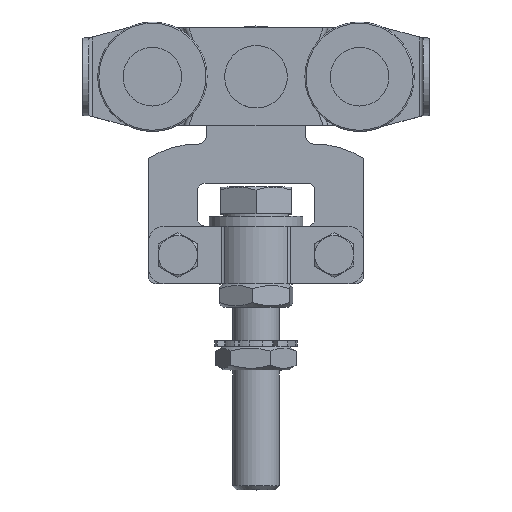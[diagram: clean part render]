
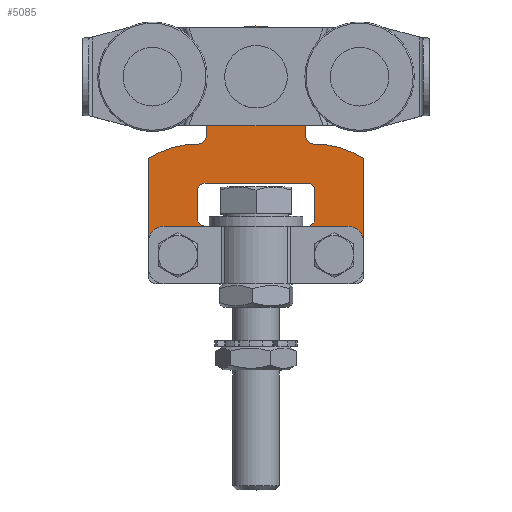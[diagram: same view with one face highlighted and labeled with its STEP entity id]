
A CAD part, top view. The second image highlights one B-rep face of the part: STEP entity #5085.
In plain terms, the highlighted planar face has unit normal (0, 0, 1).
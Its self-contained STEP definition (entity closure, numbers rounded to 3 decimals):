
#343=LINE('',#7557,#715);
#486=LINE('',#8326,#858);
#487=LINE('',#8336,#859);
#490=LINE('',#8343,#862);
#491=LINE('',#8345,#863);
#492=LINE('',#8348,#864);
#493=LINE('',#8349,#865);
#494=LINE('',#8355,#866);
#495=LINE('',#8359,#867);
#496=LINE('',#8363,#868);
#497=LINE('',#8367,#869);
#498=LINE('',#8371,#870);
#499=LINE('',#8376,#871);
#500=LINE('',#8382,#872);
#501=LINE('',#8383,#873);
#715=VECTOR('',#5941,10.);
#858=VECTOR('',#6666,10.);
#859=VECTOR('',#6675,10.);
#862=VECTOR('',#6680,10.);
#863=VECTOR('',#6681,10.);
#864=VECTOR('',#6684,10.);
#865=VECTOR('',#6685,10.);
#866=VECTOR('',#6690,10.);
#867=VECTOR('',#6693,10.);
#868=VECTOR('',#6696,10.);
#869=VECTOR('',#6699,10.);
#870=VECTOR('',#6702,10.);
#871=VECTOR('',#6707,10.);
#872=VECTOR('',#6712,10.);
#873=VECTOR('',#6713,10.);
#1092=FACE_BOUND('',#1552,.T.);
#1248=FACE_OUTER_BOUND('',#1551,.T.);
#1551=EDGE_LOOP('',(#3953,#3954,#3955,#3956,#3957,#3958,#3959,#3960,#3961,
#3962,#3963,#3964,#3965,#3966,#3967,#3968,#3969,#3970,#3971,#3972,#3973,
#3974,#3975,#3976,#3977,#3978));
#1552=EDGE_LOOP('',(#3979));
#1898=CIRCLE('',#5579,20.);
#1899=CIRCLE('',#5580,2.);
#1900=CIRCLE('',#5581,23.);
#1901=CIRCLE('',#5582,4.);
#1902=CIRCLE('',#5583,2.);
#1903=CIRCLE('',#5584,2.);
#1904=CIRCLE('',#5585,2.);
#1905=CIRCLE('',#5586,2.);
#1906=CIRCLE('',#5587,4.);
#1907=CIRCLE('',#5588,23.);
#1908=CIRCLE('',#5589,2.);
#1909=CIRCLE('',#5590,7.);
#1999=VERTEX_POINT('',#7554);
#2000=VERTEX_POINT('',#7556);
#2226=VERTEX_POINT('',#8323);
#2227=VERTEX_POINT('',#8325);
#2231=VERTEX_POINT('',#8333);
#2232=VERTEX_POINT('',#8335);
#2234=VERTEX_POINT('',#8341);
#2235=VERTEX_POINT('',#8342);
#2236=VERTEX_POINT('',#8344);
#2237=VERTEX_POINT('',#8347);
#2238=VERTEX_POINT('',#8350);
#2239=VERTEX_POINT('',#8352);
#2240=VERTEX_POINT('',#8354);
#2241=VERTEX_POINT('',#8356);
#2242=VERTEX_POINT('',#8358);
#2243=VERTEX_POINT('',#8360);
#2244=VERTEX_POINT('',#8362);
#2245=VERTEX_POINT('',#8364);
#2246=VERTEX_POINT('',#8366);
#2247=VERTEX_POINT('',#8368);
#2248=VERTEX_POINT('',#8370);
#2249=VERTEX_POINT('',#8373);
#2250=VERTEX_POINT('',#8375);
#2251=VERTEX_POINT('',#8377);
#2252=VERTEX_POINT('',#8379);
#2253=VERTEX_POINT('',#8381);
#2254=VERTEX_POINT('',#8384);
#2511=EDGE_CURVE('',#2000,#1999,#343,.T.);
#2850=EDGE_CURVE('',#2226,#2227,#486,.T.);
#2855=EDGE_CURVE('',#2231,#2232,#487,.T.);
#2858=EDGE_CURVE('',#2234,#2235,#490,.T.);
#2859=EDGE_CURVE('',#2236,#2234,#491,.T.);
#2860=EDGE_CURVE('',#2232,#2236,#1898,.T.);
#2861=EDGE_CURVE('',#2237,#2231,#492,.T.);
#2862=EDGE_CURVE('',#2227,#2237,#493,.T.);
#2863=EDGE_CURVE('',#2238,#2226,#1899,.T.);
#2864=EDGE_CURVE('',#2239,#2238,#1900,.T.);
#2865=EDGE_CURVE('',#2240,#2239,#494,.T.);
#2866=EDGE_CURVE('',#2241,#2240,#1901,.T.);
#2867=EDGE_CURVE('',#2241,#2242,#495,.T.);
#2868=EDGE_CURVE('',#2242,#2243,#1902,.T.);
#2869=EDGE_CURVE('',#2243,#2244,#496,.T.);
#2870=EDGE_CURVE('',#2244,#2245,#1903,.T.);
#2871=EDGE_CURVE('',#2245,#2246,#497,.T.);
#2872=EDGE_CURVE('',#2246,#2247,#1904,.T.);
#2873=EDGE_CURVE('',#2247,#2248,#498,.T.);
#2874=EDGE_CURVE('',#2248,#2000,#1905,.T.);
#2875=EDGE_CURVE('',#2249,#1999,#1906,.T.);
#2876=EDGE_CURVE('',#2250,#2249,#499,.T.);
#2877=EDGE_CURVE('',#2251,#2250,#1907,.T.);
#2878=EDGE_CURVE('',#2252,#2251,#1908,.T.);
#2879=EDGE_CURVE('',#2253,#2252,#500,.T.);
#2880=EDGE_CURVE('',#2235,#2253,#501,.T.);
#2881=EDGE_CURVE('',#2254,#2254,#1909,.T.);
#3953=ORIENTED_EDGE('',*,*,#2858,.F.);
#3954=ORIENTED_EDGE('',*,*,#2859,.F.);
#3955=ORIENTED_EDGE('',*,*,#2860,.F.);
#3956=ORIENTED_EDGE('',*,*,#2855,.F.);
#3957=ORIENTED_EDGE('',*,*,#2861,.F.);
#3958=ORIENTED_EDGE('',*,*,#2862,.F.);
#3959=ORIENTED_EDGE('',*,*,#2850,.F.);
#3960=ORIENTED_EDGE('',*,*,#2863,.F.);
#3961=ORIENTED_EDGE('',*,*,#2864,.F.);
#3962=ORIENTED_EDGE('',*,*,#2865,.F.);
#3963=ORIENTED_EDGE('',*,*,#2866,.F.);
#3964=ORIENTED_EDGE('',*,*,#2867,.T.);
#3965=ORIENTED_EDGE('',*,*,#2868,.T.);
#3966=ORIENTED_EDGE('',*,*,#2869,.T.);
#3967=ORIENTED_EDGE('',*,*,#2870,.T.);
#3968=ORIENTED_EDGE('',*,*,#2871,.T.);
#3969=ORIENTED_EDGE('',*,*,#2872,.T.);
#3970=ORIENTED_EDGE('',*,*,#2873,.T.);
#3971=ORIENTED_EDGE('',*,*,#2874,.T.);
#3972=ORIENTED_EDGE('',*,*,#2511,.T.);
#3973=ORIENTED_EDGE('',*,*,#2875,.F.);
#3974=ORIENTED_EDGE('',*,*,#2876,.F.);
#3975=ORIENTED_EDGE('',*,*,#2877,.F.);
#3976=ORIENTED_EDGE('',*,*,#2878,.F.);
#3977=ORIENTED_EDGE('',*,*,#2879,.F.);
#3978=ORIENTED_EDGE('',*,*,#2880,.F.);
#3979=ORIENTED_EDGE('',*,*,#2881,.F.);
#4884=PLANE('',#5578);
#5085=ADVANCED_FACE('',(#1248,#1092),#4884,.T.);
#5578=AXIS2_PLACEMENT_3D('',#8340,#6678,#6679);
#5579=AXIS2_PLACEMENT_3D('',#8346,#6682,#6683);
#5580=AXIS2_PLACEMENT_3D('',#8351,#6686,#6687);
#5581=AXIS2_PLACEMENT_3D('',#8353,#6688,#6689);
#5582=AXIS2_PLACEMENT_3D('',#8357,#6691,#6692);
#5583=AXIS2_PLACEMENT_3D('',#8361,#6694,#6695);
#5584=AXIS2_PLACEMENT_3D('',#8365,#6697,#6698);
#5585=AXIS2_PLACEMENT_3D('',#8369,#6700,#6701);
#5586=AXIS2_PLACEMENT_3D('',#8372,#6703,#6704);
#5587=AXIS2_PLACEMENT_3D('',#8374,#6705,#6706);
#5588=AXIS2_PLACEMENT_3D('',#8378,#6708,#6709);
#5589=AXIS2_PLACEMENT_3D('',#8380,#6710,#6711);
#5590=AXIS2_PLACEMENT_3D('',#8385,#6714,#6715);
#5941=DIRECTION('',(1.,0.,0.));
#6666=DIRECTION('',(0.,1.,0.));
#6675=DIRECTION('',(0.,1.,0.));
#6678=DIRECTION('center_axis',(0.,0.,1.));
#6679=DIRECTION('ref_axis',(1.,0.,0.));
#6680=DIRECTION('',(-0.342,-0.94,0.));
#6681=DIRECTION('',(0.,-1.,0.));
#6682=DIRECTION('center_axis',(0.,0.,-1.));
#6683=DIRECTION('ref_axis',(0.638,0.77,0.));
#6684=DIRECTION('',(-0.342,0.94,0.));
#6685=DIRECTION('',(0.342,0.94,0.));
#6686=DIRECTION('center_axis',(0.,0.,1.));
#6687=DIRECTION('ref_axis',(0.01,1.,0.));
#6688=DIRECTION('center_axis',(0.,0.,-1.));
#6689=DIRECTION('ref_axis',(0.01,1.,0.));
#6690=DIRECTION('',(0.,1.,0.));
#6691=DIRECTION('center_axis',(0.,0.,1.));
#6692=DIRECTION('ref_axis',(-0.707,0.707,0.));
#6693=DIRECTION('',(1.,0.,0.));
#6694=DIRECTION('center_axis',(0.,0.,-1.));
#6695=DIRECTION('ref_axis',(-1.,0.,0.));
#6696=DIRECTION('',(0.,1.,0.));
#6697=DIRECTION('center_axis',(0.,0.,-1.));
#6698=DIRECTION('ref_axis',(0.,1.,0.));
#6699=DIRECTION('',(1.,0.,0.));
#6700=DIRECTION('center_axis',(0.,0.,-1.));
#6701=DIRECTION('ref_axis',(0.998,-0.07,0.));
#6702=DIRECTION('',(0.,-1.,0.));
#6703=DIRECTION('center_axis',(0.,0.,-1.));
#6704=DIRECTION('ref_axis',(0.37,-0.929,0.));
#6705=DIRECTION('center_axis',(0.,0.,1.));
#6706=DIRECTION('ref_axis',(0.707,0.707,0.));
#6707=DIRECTION('',(0.,-1.,0.));
#6708=DIRECTION('center_axis',(0.,0.,-1.));
#6709=DIRECTION('ref_axis',(0.543,0.839,0.));
#6710=DIRECTION('center_axis',(0.,0.,1.));
#6711=DIRECTION('ref_axis',(1.,0.,0.));
#6712=DIRECTION('',(0.,-1.,0.));
#6713=DIRECTION('',(0.342,-0.94,0.));
#6714=DIRECTION('center_axis',(0.,0.,1.));
#6715=DIRECTION('ref_axis',(0.995,0.1,0.));
#7554=CARTESIAN_POINT('',(23.5,-38.2,2.));
#7556=CARTESIAN_POINT('',(13.744,-38.2,2.));
#7557=CARTESIAN_POINT('',(8.743,-38.2,2.));
#8323=CARTESIAN_POINT('',(-12.75,-15.208,2.));
#8325=CARTESIAN_POINT('',(-12.75,-2.628,2.));
#8326=CARTESIAN_POINT('',(-12.75,8.409,2.));
#8333=CARTESIAN_POINT('',(-12.75,2.628,2.));
#8335=CARTESIAN_POINT('',(-12.75,8.409,2.));
#8336=CARTESIAN_POINT('',(-12.75,8.409,2.));
#8340=CARTESIAN_POINT('Origin',(0.,-25.043,
2.));
#8341=CARTESIAN_POINT('',(12.75,2.628,2.));
#8342=CARTESIAN_POINT('',(11.793,0.,2.));
#8343=CARTESIAN_POINT('',(13.404,4.426,2.));
#8344=CARTESIAN_POINT('',(12.75,8.409,2.));
#8345=CARTESIAN_POINT('',(12.75,-15.208,2.));
#8346=CARTESIAN_POINT('Origin',(0.,-7.,2.));
#8347=CARTESIAN_POINT('',(-11.793,0.,2.));
#8348=CARTESIAN_POINT('',(-11.13,-1.824,2.));
#8349=CARTESIAN_POINT('',(-13.404,-4.426,2.));
#8350=CARTESIAN_POINT('',(-14.77,-17.208,2.));
#8351=CARTESIAN_POINT('Origin',(-14.75,-15.208,2.));
#8352=CARTESIAN_POINT('',(-27.5,-20.9,2.));
#8353=CARTESIAN_POINT('Origin',(-15.,-40.207,2.));
#8354=CARTESIAN_POINT('',(-27.5,-42.2,2.));
#8355=CARTESIAN_POINT('',(-27.5,-20.9,2.));
#8356=CARTESIAN_POINT('',(-23.5,-38.2,2.));
#8357=CARTESIAN_POINT('Origin',(-23.5,-42.2,2.));
#8358=CARTESIAN_POINT('',(-13.,-38.2,2.));
#8359=CARTESIAN_POINT('',(-27.5,-38.2,2.));
#8360=CARTESIAN_POINT('',(-15.,-36.2,2.));
#8361=CARTESIAN_POINT('Origin',(-13.,-36.2,2.));
#8362=CARTESIAN_POINT('',(-15.,-29.2,2.));
#8363=CARTESIAN_POINT('',(-15.,-30.622,2.));
#8364=CARTESIAN_POINT('',(-13.,-27.2,2.));
#8365=CARTESIAN_POINT('Origin',(-13.,-29.2,2.));
#8366=CARTESIAN_POINT('',(13.742,-27.2,2.));
#8367=CARTESIAN_POINT('',(-6.5,-27.2,2.));
#8368=CARTESIAN_POINT('',(15.,-29.2,2.));
#8369=CARTESIAN_POINT('Origin',(13.005,-29.059,2.));
#8370=CARTESIAN_POINT('',(15.,-36.2,2.));
#8371=CARTESIAN_POINT('',(15.,-27.122,2.));
#8372=CARTESIAN_POINT('Origin',(13.005,-36.342,2.));
#8373=CARTESIAN_POINT('',(27.5,-42.2,2.));
#8374=CARTESIAN_POINT('Origin',(23.5,-42.2,2.));
#8375=CARTESIAN_POINT('',(27.5,-20.9,2.));
#8376=CARTESIAN_POINT('',(27.5,-51.,2.));
#8377=CARTESIAN_POINT('',(14.77,-17.208,2.));
#8378=CARTESIAN_POINT('Origin',(15.,-40.207,2.));
#8379=CARTESIAN_POINT('',(12.75,-15.208,2.));
#8380=CARTESIAN_POINT('Origin',(14.75,-15.208,2.));
#8381=CARTESIAN_POINT('',(12.75,-2.628,2.));
#8382=CARTESIAN_POINT('',(12.75,-15.208,2.));
#8383=CARTESIAN_POINT('',(11.13,1.824,2.));
#8384=CARTESIAN_POINT('',(-6.965,-0.697,2.));
#8385=CARTESIAN_POINT('Origin',(0.,0.,
2.));
